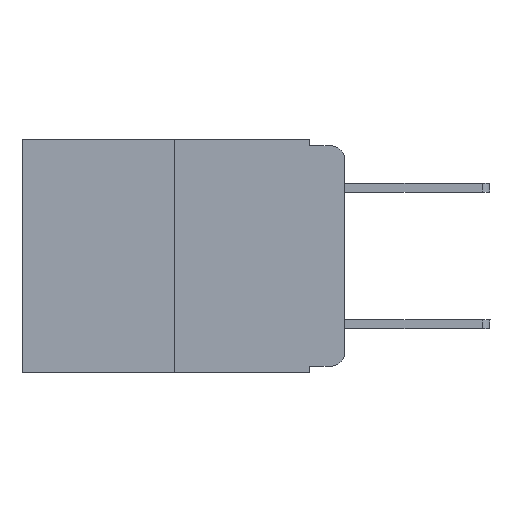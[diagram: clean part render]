
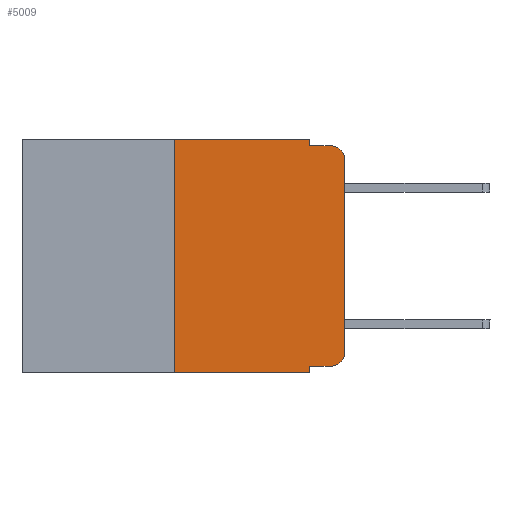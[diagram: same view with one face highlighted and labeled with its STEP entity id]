
A CAD part, left-side view. The second image highlights one B-rep face of the part: STEP entity #5009.
In plain terms, the highlighted planar face has unit normal (-1, 0, 0).
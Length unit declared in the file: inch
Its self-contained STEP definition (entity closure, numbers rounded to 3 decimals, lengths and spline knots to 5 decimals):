
#30 = ORIENTED_EDGE ( 'NONE', *, *, #4316, .F. ) ;
#75 = DIRECTION ( 'NONE',  ( 0., 0., -1. ) ) ;
#107 = CARTESIAN_POINT ( 'NONE',  ( 0., 0., 0. ) ) ;
#288 = CARTESIAN_POINT ( 'NONE',  ( 0., 0.02, -0.03 ) ) ;
#406 = DIRECTION ( 'NONE',  ( 0., 0., -1. ) ) ;
#615 = DIRECTION ( 'NONE',  ( 0., 0., -1. ) ) ;
#644 = CIRCLE ( 'NONE', #5318, 0.02 ) ;
#1295 = ORIENTED_EDGE ( 'NONE', *, *, #2840, .T. ) ;
#1323 = DIRECTION ( 'NONE',  ( -1., 0., 0. ) ) ;
#1369 = ORIENTED_EDGE ( 'NONE', *, *, #10375, .F. ) ;
#1385 = DIRECTION ( 'NONE',  ( 0., 0., -1. ) ) ;
#1876 = VERTEX_POINT ( 'NONE', #10826 ) ;
#2157 = DIRECTION ( 'NONE',  ( -1., 0., 0. ) ) ;
#2166 = DIRECTION ( 'NONE',  ( 0., -1., 0. ) ) ;
#2239 = CARTESIAN_POINT ( 'NONE',  ( 0., 0.02, -0.313 ) ) ;
#2449 = VERTEX_POINT ( 'NONE', #2964 ) ;
#2714 = ORIENTED_EDGE ( 'NONE', *, *, #11309, .F. ) ;
#2780 = DIRECTION ( 'NONE',  ( 0., -1., 0. ) ) ;
#2799 = VECTOR ( 'NONE', #2780, 39.37008 ) ;
#2804 = VERTEX_POINT ( 'NONE', #8166 ) ;
#2840 = EDGE_CURVE ( 'NONE', #1876, #10678, #6413, .T. ) ;
#2964 = CARTESIAN_POINT ( 'NONE',  ( 0., 0.02, -0.01 ) ) ;
#2991 = CARTESIAN_POINT ( 'NONE',  ( 0., 0.473, -0.343 ) ) ;
#3076 = CARTESIAN_POINT ( 'NONE',  ( 0., 0.051, 0. ) ) ;
#3212 = CARTESIAN_POINT ( 'NONE',  ( 0., 0., -0.03 ) ) ;
#3308 = DIRECTION ( 'NONE',  ( 1., 0., 0. ) ) ;
#3570 = CARTESIAN_POINT ( 'NONE',  ( 0., 0.051, 0. ) ) ;
#3667 = ORIENTED_EDGE ( 'NONE', *, *, #10479, .T. ) ;
#3847 = VECTOR ( 'NONE', #11514, 39.37008 ) ;
#4046 = LINE ( 'NONE', #5011, #3847 ) ;
#4316 = EDGE_CURVE ( 'NONE', #6193, #6419, #10803, .T. ) ;
#4488 = CIRCLE ( 'NONE', #10689, 0.02 ) ;
#4578 = AXIS2_PLACEMENT_3D ( 'NONE', #8875, #3308, #406 ) ;
#4592 = VECTOR ( 'NONE', #615, 39.37008 ) ;
#4719 = DIRECTION ( 'NONE',  ( 0., 0., 1. ) ) ;
#4837 = VERTEX_POINT ( 'NONE', #10967 ) ;
#4878 = LINE ( 'NONE', #2991, #8655 ) ;
#5009 = ADVANCED_FACE ( 'NONE', ( #10757 ), #8696, .F. ) ;
#5011 = CARTESIAN_POINT ( 'NONE',  ( 0., 0.25, 0. ) ) ;
#5036 = VERTEX_POINT ( 'NONE', #5175 ) ;
#5162 = ORIENTED_EDGE ( 'NONE', *, *, #6027, .T. ) ;
#5175 = CARTESIAN_POINT ( 'NONE',  ( 0., 0.051, -0.343 ) ) ;
#5318 = AXIS2_PLACEMENT_3D ( 'NONE', #288, #2157, #8705 ) ;
#5807 = ORIENTED_EDGE ( 'NONE', *, *, #9669, .F. ) ;
#5942 = VERTEX_POINT ( 'NONE', #3212 ) ;
#6027 = EDGE_CURVE ( 'NONE', #10678, #9318, #4488, .T. ) ;
#6193 = VERTEX_POINT ( 'NONE', #11282 ) ;
#6413 = LINE ( 'NONE', #10298, #2799 ) ;
#6419 = VERTEX_POINT ( 'NONE', #3076 ) ;
#6680 = DIRECTION ( 'NONE',  ( 0., -1., 0. ) ) ;
#6786 = ORIENTED_EDGE ( 'NONE', *, *, #7287, .F. ) ;
#7287 = EDGE_CURVE ( 'NONE', #1876, #5036, #9466, .T. ) ;
#7632 = EDGE_LOOP ( 'NONE', ( #11129, #10619, #2714, #5807, #30, #1369, #3667, #6786, #1295, #5162 ) ) ;
#7655 = LINE ( 'NONE', #10481, #8093 ) ;
#8093 = VECTOR ( 'NONE', #2166, 39.37008 ) ;
#8166 = CARTESIAN_POINT ( 'NONE',  ( 0., 0.051, -0.01 ) ) ;
#8247 = EDGE_CURVE ( 'NONE', #5942, #2449, #644, .T. ) ;
#8346 = LINE ( 'NONE', #107, #10769 ) ;
#8423 = CARTESIAN_POINT ( 'NONE',  ( 0., 0.051, 0. ) ) ;
#8539 = EDGE_CURVE ( 'NONE', #9318, #5942, #8346, .T. ) ;
#8655 = VECTOR ( 'NONE', #6680, 39.37008 ) ;
#8696 = PLANE ( 'NONE',  #4578 ) ;
#8705 = DIRECTION ( 'NONE',  ( 0., 0., -1. ) ) ;
#8861 = CARTESIAN_POINT ( 'NONE',  ( 0., 0.473, 0. ) ) ;
#8875 = CARTESIAN_POINT ( 'NONE',  ( 0., 0.473, 0. ) ) ;
#8987 = VECTOR ( 'NONE', #75, 39.37008 ) ;
#9243 = CARTESIAN_POINT ( 'NONE',  ( 0., 0.02, -0.333 ) ) ;
#9318 = VERTEX_POINT ( 'NONE', #11244 ) ;
#9466 = LINE ( 'NONE', #8423, #8987 ) ;
#9669 = EDGE_CURVE ( 'NONE', #6419, #2804, #9991, .T. ) ;
#9991 = LINE ( 'NONE', #3570, #4592 ) ;
#10298 = CARTESIAN_POINT ( 'NONE',  ( 0., 0.051, -0.333 ) ) ;
#10375 = EDGE_CURVE ( 'NONE', #4837, #6193, #4046, .T. ) ;
#10479 = EDGE_CURVE ( 'NONE', #4837, #5036, #4878, .T. ) ;
#10481 = CARTESIAN_POINT ( 'NONE',  ( 0., 0.051, -0.01 ) ) ;
#10619 = ORIENTED_EDGE ( 'NONE', *, *, #8247, .T. ) ;
#10678 = VERTEX_POINT ( 'NONE', #9243 ) ;
#10689 = AXIS2_PLACEMENT_3D ( 'NONE', #2239, #1323, #1385 ) ;
#10743 = DIRECTION ( 'NONE',  ( 0., -1., 0. ) ) ;
#10757 = FACE_OUTER_BOUND ( 'NONE', #7632, .T. ) ;
#10769 = VECTOR ( 'NONE', #4719, 39.37008 ) ;
#10803 = LINE ( 'NONE', #8861, #11845 ) ;
#10826 = CARTESIAN_POINT ( 'NONE',  ( 0., 0.051, -0.333 ) ) ;
#10967 = CARTESIAN_POINT ( 'NONE',  ( 0., 0.25, -0.343 ) ) ;
#11129 = ORIENTED_EDGE ( 'NONE', *, *, #8539, .T. ) ;
#11244 = CARTESIAN_POINT ( 'NONE',  ( 0., 0., -0.313 ) ) ;
#11282 = CARTESIAN_POINT ( 'NONE',  ( 0., 0.25, 0. ) ) ;
#11309 = EDGE_CURVE ( 'NONE', #2804, #2449, #7655, .T. ) ;
#11514 = DIRECTION ( 'NONE',  ( 0., 0., 1. ) ) ;
#11845 = VECTOR ( 'NONE', #10743, 39.37008 ) ;
